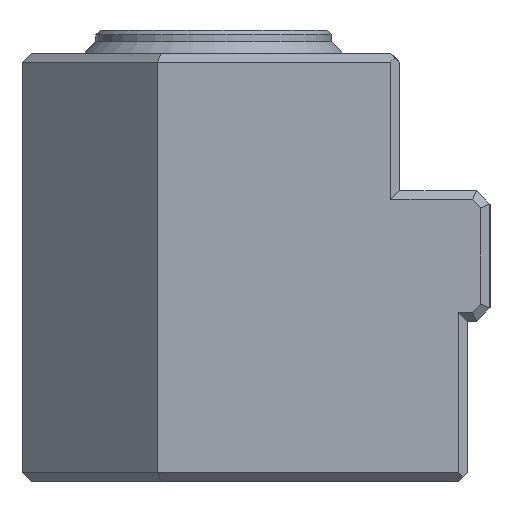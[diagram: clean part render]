
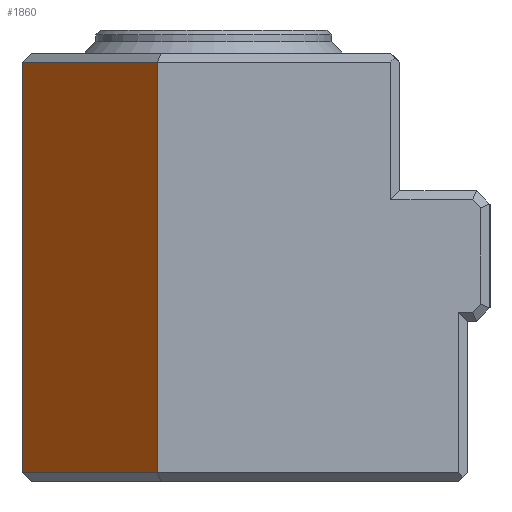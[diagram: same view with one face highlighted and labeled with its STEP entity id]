
A CAD part, left-side view. The second image highlights one B-rep face of the part: STEP entity #1860.
In plain terms, the highlighted planar face has unit normal (-0.707, 0.707, 0).
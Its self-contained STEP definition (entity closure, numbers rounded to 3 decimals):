
#734 = PLANE('',#735);
#735 = AXIS2_PLACEMENT_3D('',#736,#737,#738);
#736 = CARTESIAN_POINT('',(6.141,8.359,-9.3));
#737 = DIRECTION('',(-0.5,0.5,-0.707));
#738 = DIRECTION('',(0.707,0.707,-0.));
#1046 = VERTEX_POINT('',#1047);
#1047 = CARTESIAN_POINT('',(6.,8.5,-9.1));
#1106 = PLANE('',#1107);
#1107 = AXIS2_PLACEMENT_3D('',#1108,#1109,#1110);
#1108 = CARTESIAN_POINT('',(80.,8.5,-9.5));
#1109 = DIRECTION('',(0.,1.,0.));
#1110 = DIRECTION('',(0.,0.,1.));
#1122 = EDGE_CURVE('',#1046,#1123,#1125,.T.);
#1123 = VERTEX_POINT('',#1124);
#1124 = CARTESIAN_POINT('',(0.,2.5,-9.1));
#1125 = SURFACE_CURVE('',#1126,(#1130,#1137),.PCURVE_S1.);
#1126 = LINE('',#1127,#1128);
#1127 = CARTESIAN_POINT('',(6.,8.5,-9.1));
#1128 = VECTOR('',#1129,1.);
#1129 = DIRECTION('',(-0.707,-0.707,0.));
#1130 = PCURVE('',#734,#1131);
#1131 = DEFINITIONAL_REPRESENTATION('',(#1132),#1136);
#1132 = LINE('',#1133,#1134);
#1133 = CARTESIAN_POINT('',(-0.,-0.283));
#1134 = VECTOR('',#1135,1.);
#1135 = DIRECTION('',(-1.,0.));
#1136 = ( GEOMETRIC_REPRESENTATION_CONTEXT(2) 
PARAMETRIC_REPRESENTATION_CONTEXT() REPRESENTATION_CONTEXT('2D SPACE',''
  ) );
#1137 = PCURVE('',#1138,#1143);
#1138 = PLANE('',#1139);
#1139 = AXIS2_PLACEMENT_3D('',#1140,#1141,#1142);
#1140 = CARTESIAN_POINT('',(3.,5.5,-9.5));
#1141 = DIRECTION('',(0.707,-0.707,0.));
#1142 = DIRECTION('',(0.,0.,1.));
#1143 = DEFINITIONAL_REPRESENTATION('',(#1144),#1148);
#1144 = LINE('',#1145,#1146);
#1145 = CARTESIAN_POINT('',(0.4,-4.243));
#1146 = VECTOR('',#1147,1.);
#1147 = DIRECTION('',(0.,1.));
#1148 = ( GEOMETRIC_REPRESENTATION_CONTEXT(2) 
PARAMETRIC_REPRESENTATION_CONTEXT() REPRESENTATION_CONTEXT('2D SPACE',''
  ) );
#1245 = PLANE('',#1246);
#1246 = AXIS2_PLACEMENT_3D('',#1247,#1248,#1249);
#1247 = CARTESIAN_POINT('',(0.,-8.25,-9.5));
#1248 = DIRECTION('',(1.,0.,0.));
#1249 = DIRECTION('',(0.,0.,1.));
#1718 = EDGE_CURVE('',#1046,#1719,#1721,.T.);
#1719 = VERTEX_POINT('',#1720);
#1720 = CARTESIAN_POINT('',(6.,8.5,9.1));
#1721 = SURFACE_CURVE('',#1722,(#1726,#1733),.PCURVE_S1.);
#1722 = LINE('',#1723,#1724);
#1723 = CARTESIAN_POINT('',(6.,8.5,-9.5));
#1724 = VECTOR('',#1725,1.);
#1725 = DIRECTION('',(0.,0.,1.));
#1726 = PCURVE('',#1106,#1727);
#1727 = DEFINITIONAL_REPRESENTATION('',(#1728),#1732);
#1728 = LINE('',#1729,#1730);
#1729 = CARTESIAN_POINT('',(0.,-74.));
#1730 = VECTOR('',#1731,1.);
#1731 = DIRECTION('',(1.,0.));
#1732 = ( GEOMETRIC_REPRESENTATION_CONTEXT(2) 
PARAMETRIC_REPRESENTATION_CONTEXT() REPRESENTATION_CONTEXT('2D SPACE',''
  ) );
#1733 = PCURVE('',#1138,#1734);
#1734 = DEFINITIONAL_REPRESENTATION('',(#1735),#1739);
#1735 = LINE('',#1736,#1737);
#1736 = CARTESIAN_POINT('',(0.,-4.243));
#1737 = VECTOR('',#1738,1.);
#1738 = DIRECTION('',(1.,0.));
#1739 = ( GEOMETRIC_REPRESENTATION_CONTEXT(2) 
PARAMETRIC_REPRESENTATION_CONTEXT() REPRESENTATION_CONTEXT('2D SPACE',''
  ) );
#1860 = ADVANCED_FACE('',(#1861),#1138,.F.);
#1861 = FACE_BOUND('',#1862,.F.);
#1862 = EDGE_LOOP('',(#1863,#1864,#1892,#1913));
#1863 = ORIENTED_EDGE('',*,*,#1718,.T.);
#1864 = ORIENTED_EDGE('',*,*,#1865,.T.);
#1865 = EDGE_CURVE('',#1719,#1866,#1868,.T.);
#1866 = VERTEX_POINT('',#1867);
#1867 = CARTESIAN_POINT('',(0.,2.5,9.1));
#1868 = SURFACE_CURVE('',#1869,(#1873,#1880),.PCURVE_S1.);
#1869 = LINE('',#1870,#1871);
#1870 = CARTESIAN_POINT('',(6.,8.5,9.1));
#1871 = VECTOR('',#1872,1.);
#1872 = DIRECTION('',(-0.707,-0.707,0.));
#1873 = PCURVE('',#1138,#1874);
#1874 = DEFINITIONAL_REPRESENTATION('',(#1875),#1879);
#1875 = LINE('',#1876,#1877);
#1876 = CARTESIAN_POINT('',(18.6,-4.243));
#1877 = VECTOR('',#1878,1.);
#1878 = DIRECTION('',(0.,1.));
#1879 = ( GEOMETRIC_REPRESENTATION_CONTEXT(2) 
PARAMETRIC_REPRESENTATION_CONTEXT() REPRESENTATION_CONTEXT('2D SPACE',''
  ) );
#1880 = PCURVE('',#1881,#1886);
#1881 = PLANE('',#1882);
#1882 = AXIS2_PLACEMENT_3D('',#1883,#1884,#1885);
#1883 = CARTESIAN_POINT('',(6.141,8.359,9.3));
#1884 = DIRECTION('',(0.5,-0.5,-0.707));
#1885 = DIRECTION('',(0.707,0.707,-0.));
#1886 = DEFINITIONAL_REPRESENTATION('',(#1887),#1891);
#1887 = LINE('',#1888,#1889);
#1888 = CARTESIAN_POINT('',(-0.,-0.283));
#1889 = VECTOR('',#1890,1.);
#1890 = DIRECTION('',(-1.,0.));
#1891 = ( GEOMETRIC_REPRESENTATION_CONTEXT(2) 
PARAMETRIC_REPRESENTATION_CONTEXT() REPRESENTATION_CONTEXT('2D SPACE',''
  ) );
#1892 = ORIENTED_EDGE('',*,*,#1893,.F.);
#1893 = EDGE_CURVE('',#1123,#1866,#1894,.T.);
#1894 = SURFACE_CURVE('',#1895,(#1899,#1906),.PCURVE_S1.);
#1895 = LINE('',#1896,#1897);
#1896 = CARTESIAN_POINT('',(0.,2.5,-9.5));
#1897 = VECTOR('',#1898,1.);
#1898 = DIRECTION('',(0.,0.,1.));
#1899 = PCURVE('',#1138,#1900);
#1900 = DEFINITIONAL_REPRESENTATION('',(#1901),#1905);
#1901 = LINE('',#1902,#1903);
#1902 = CARTESIAN_POINT('',(0.,4.243));
#1903 = VECTOR('',#1904,1.);
#1904 = DIRECTION('',(1.,0.));
#1905 = ( GEOMETRIC_REPRESENTATION_CONTEXT(2) 
PARAMETRIC_REPRESENTATION_CONTEXT() REPRESENTATION_CONTEXT('2D SPACE',''
  ) );
#1906 = PCURVE('',#1245,#1907);
#1907 = DEFINITIONAL_REPRESENTATION('',(#1908),#1912);
#1908 = LINE('',#1909,#1910);
#1909 = CARTESIAN_POINT('',(0.,-10.75));
#1910 = VECTOR('',#1911,1.);
#1911 = DIRECTION('',(1.,0.));
#1912 = ( GEOMETRIC_REPRESENTATION_CONTEXT(2) 
PARAMETRIC_REPRESENTATION_CONTEXT() REPRESENTATION_CONTEXT('2D SPACE',''
  ) );
#1913 = ORIENTED_EDGE('',*,*,#1122,.F.);
